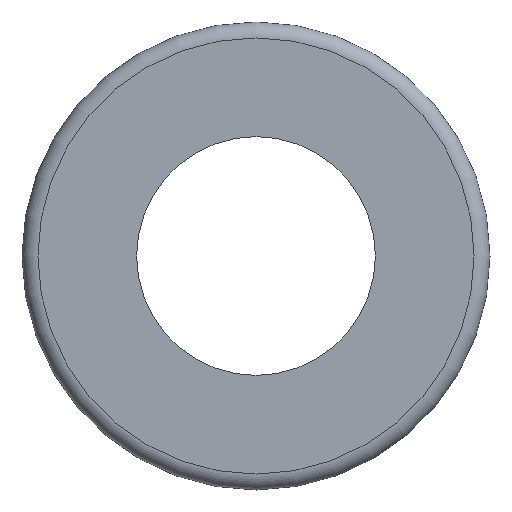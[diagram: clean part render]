
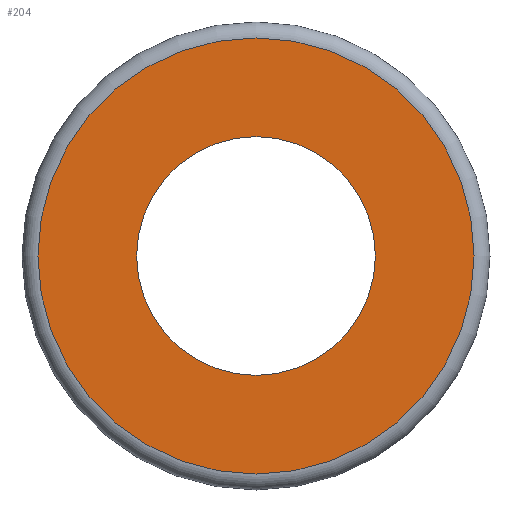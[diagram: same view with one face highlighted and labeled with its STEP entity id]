
A CAD part, left-side view. The second image highlights one B-rep face of the part: STEP entity #204.
In plain terms, the highlighted planar face has unit normal (-1, 0, 0).
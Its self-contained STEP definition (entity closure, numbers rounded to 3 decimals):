
#23=FACE_BOUND('',#46,.T.);
#26=PLANE('',#235);
#31=FACE_OUTER_BOUND('',#45,.T.);
#45=EDGE_LOOP('',(#150));
#46=EDGE_LOOP('',(#151));
#72=CIRCLE('',#234,7.5);
#73=CIRCLE('',#236,13.7);
#95=VERTEX_POINT('',#355);
#96=VERTEX_POINT('',#359);
#116=EDGE_CURVE('',#95,#95,#72,.T.);
#117=EDGE_CURVE('',#96,#96,#73,.T.);
#150=ORIENTED_EDGE('',*,*,#117,.F.);
#151=ORIENTED_EDGE('',*,*,#116,.T.);
#204=ADVANCED_FACE('',(#31,#23),#26,.T.);
#234=AXIS2_PLACEMENT_3D('',#357,#280,#281);
#235=AXIS2_PLACEMENT_3D('',#358,#282,#283);
#236=AXIS2_PLACEMENT_3D('',#360,#284,#285);
#280=DIRECTION('center_axis',(1.,0.,0.));
#281=DIRECTION('ref_axis',(0.,0.,-1.));
#282=DIRECTION('center_axis',(-1.,0.,0.));
#283=DIRECTION('ref_axis',(0.,0.,1.));
#284=DIRECTION('center_axis',(1.,0.,0.));
#285=DIRECTION('ref_axis',(0.,0.,-1.));
#355=CARTESIAN_POINT('',(-39.3,-13.5,0.));
#357=CARTESIAN_POINT('Origin',(-39.3,-6.,0.));
#358=CARTESIAN_POINT('Origin',(-39.3,7.7,0.));
#359=CARTESIAN_POINT('',(-39.3,-6.,13.7));
#360=CARTESIAN_POINT('Origin',(-39.3,-6.,0.));
